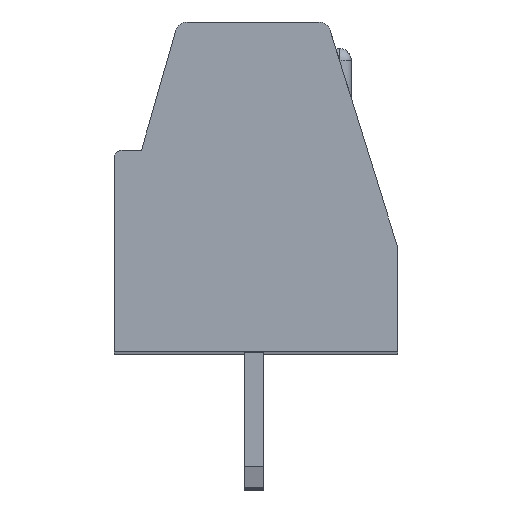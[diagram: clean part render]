
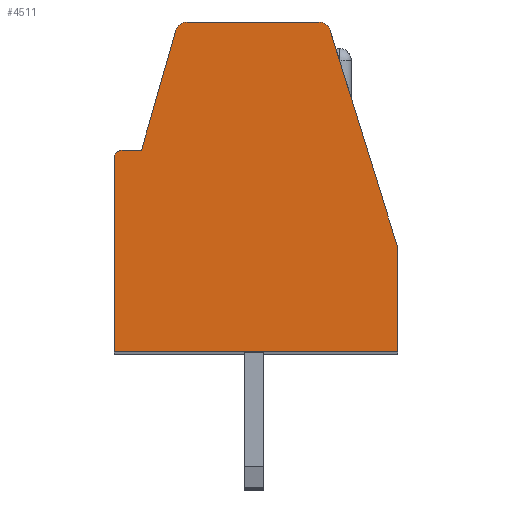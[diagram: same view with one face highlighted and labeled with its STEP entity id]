
A CAD part, top view. The second image highlights one B-rep face of the part: STEP entity #4511.
In plain terms, the highlighted planar face has unit normal (0, 0, 1).
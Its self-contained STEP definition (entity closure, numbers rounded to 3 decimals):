
#14=DIRECTION('',(0.,-1.,0.));
#15=VECTOR('',#14,5.);
#16=CARTESIAN_POINT('',(-3.6,5.,32.385));
#17=LINE('',#16,#15);
#18=CARTESIAN_POINT('',(-3.4,5.,32.385));
#19=DIRECTION('',(0.,0.,1.));
#20=DIRECTION('',(0.,1.,0.));
#21=AXIS2_PLACEMENT_3D('',#18,#19,#20);
#23=DIRECTION('',(-1.,0.,0.));
#24=VECTOR('',#23,0.5);
#25=CARTESIAN_POINT('',(-2.9,5.2,32.385));
#26=LINE('',#25,#24);
#27=DIRECTION('',(-0.276,-0.961,0.));
#28=VECTOR('',#27,3.207);
#29=CARTESIAN_POINT('',(-2.016,8.283,32.385));
#30=LINE('',#29,#28);
#31=CARTESIAN_POINT('',(-1.727,8.2,32.385));
#32=DIRECTION('',(0.,0.,1.));
#33=DIRECTION('',(0.,1.,0.));
#34=AXIS2_PLACEMENT_3D('',#31,#32,#33);
#36=DIRECTION('',(-1.,0.,0.));
#37=VECTOR('',#36,3.4);
#38=CARTESIAN_POINT('',(1.673,8.5,32.385));
#39=LINE('',#38,#37);
#40=CARTESIAN_POINT('',(1.673,8.2,32.385));
#41=DIRECTION('',(0.,0.,1.));
#42=DIRECTION('',(0.955,0.297,0.));
#43=AXIS2_PLACEMENT_3D('',#40,#41,#42);
#45=DIRECTION('',(-0.297,0.955,0.));
#46=VECTOR('',#45,5.854);
#47=CARTESIAN_POINT('',(3.7,2.7,32.385));
#48=LINE('',#47,#46);
#49=DIRECTION('',(0.,1.,0.));
#50=VECTOR('',#49,2.7);
#51=CARTESIAN_POINT('',(3.7,0.,32.385));
#52=LINE('',#51,#50);
#69=DIRECTION('',(1.,0.,0.));
#70=VECTOR('',#69,7.3);
#71=CARTESIAN_POINT('',(-3.6,0.,32.385));
#72=LINE('',#71,#70);
#3634=CARTESIAN_POINT('',(3.7,0.,32.385));
#3635=CARTESIAN_POINT('',(3.7,2.7,32.385));
#3636=VERTEX_POINT('',#3634);
#3637=VERTEX_POINT('',#3635);
#3638=CARTESIAN_POINT('',(1.959,8.289,32.385));
#3639=VERTEX_POINT('',#3638);
#3640=CARTESIAN_POINT('',(1.673,8.5,32.385));
#3641=VERTEX_POINT('',#3640);
#3642=CARTESIAN_POINT('',(-1.727,8.5,32.385));
#3643=VERTEX_POINT('',#3642);
#3644=CARTESIAN_POINT('',(-2.016,8.283,32.385));
#3645=VERTEX_POINT('',#3644);
#3646=CARTESIAN_POINT('',(-2.9,5.2,32.385));
#3647=VERTEX_POINT('',#3646);
#3648=CARTESIAN_POINT('',(-3.4,5.2,32.385));
#3649=VERTEX_POINT('',#3648);
#3650=CARTESIAN_POINT('',(-3.6,5.,32.385));
#3651=VERTEX_POINT('',#3650);
#3652=CARTESIAN_POINT('',(-3.6,0.,32.385));
#3653=VERTEX_POINT('',#3652);
#4484=CARTESIAN_POINT('',(0.,0.,32.385));
#4485=DIRECTION('',(0.,0.,1.));
#4486=DIRECTION('',(1.,0.,0.));
#4487=AXIS2_PLACEMENT_3D('',#4484,#4485,#4486);
#4488=PLANE('',#4487);
#4490=ORIENTED_EDGE('',*,*,#4489,.F.);
#4492=ORIENTED_EDGE('',*,*,#4491,.F.);
#4494=ORIENTED_EDGE('',*,*,#4493,.F.);
#4496=ORIENTED_EDGE('',*,*,#4495,.F.);
#4498=ORIENTED_EDGE('',*,*,#4497,.F.);
#4500=ORIENTED_EDGE('',*,*,#4499,.F.);
#4502=ORIENTED_EDGE('',*,*,#4501,.F.);
#4504=ORIENTED_EDGE('',*,*,#4503,.F.);
#4506=ORIENTED_EDGE('',*,*,#4505,.F.);
#4508=ORIENTED_EDGE('',*,*,#4507,.F.);
#4509=EDGE_LOOP('',(#4490,#4492,#4494,#4496,#4498,#4500,#4502,#4504,#4506,
#4508));
#4510=FACE_OUTER_BOUND('',#4509,.F.);
#22=CIRCLE('',#21,0.2);
#35=CIRCLE('',#34,0.3);
#44=CIRCLE('',#43,0.3);
#4489=EDGE_CURVE('',#3653,#3636,#72,.T.);
#4491=EDGE_CURVE('',#3651,#3653,#17,.T.);
#4493=EDGE_CURVE('',#3649,#3651,#22,.T.);
#4495=EDGE_CURVE('',#3647,#3649,#26,.T.);
#4497=EDGE_CURVE('',#3645,#3647,#30,.T.);
#4499=EDGE_CURVE('',#3643,#3645,#35,.T.);
#4501=EDGE_CURVE('',#3641,#3643,#39,.T.);
#4503=EDGE_CURVE('',#3639,#3641,#44,.T.);
#4505=EDGE_CURVE('',#3637,#3639,#48,.T.);
#4507=EDGE_CURVE('',#3636,#3637,#52,.T.);
#4511=ADVANCED_FACE('',(#4510),#4488,.T.);
